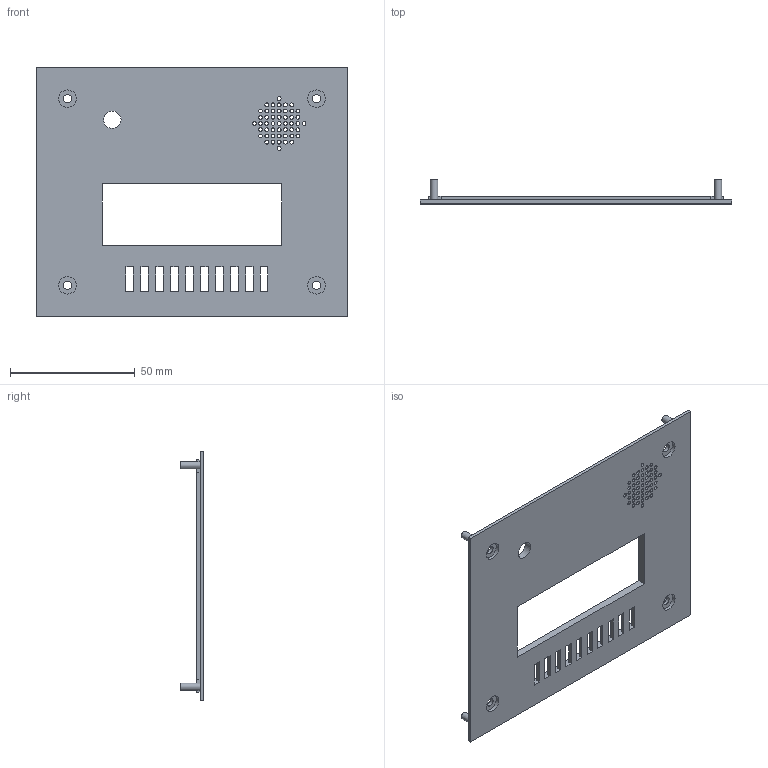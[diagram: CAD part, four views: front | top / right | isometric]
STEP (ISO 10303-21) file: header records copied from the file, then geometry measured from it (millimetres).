
FILE_DESCRIPTION(/* description */ (''),/* implementation_level */ '2;1');
FILE_NAME(/* name */ 'Arduino_HousingLid _v3.step',/* time_stamp */ '2025-05-06T20:15:47+02:00',/* author */ (''),/* organization */ (''),/* preprocessor_version */ 'ST-DEVELOPER v20.1',/* originating_system */ 'Autodesk Translation Framework v14.4.0.0',/* authorisation */ '');
FILE_SCHEMA (('AUTOMOTIVE_DESIGN { 1 0 10303 214 3 1 1 }'));
Length unit declared in the file: millimetre
Products named in the file (1): HousingLid
Bounding box: 125 x 9.5 x 100 mm (x, y, z)
Volume: 27509.1 mm3; surface area: 24032.1 mm2
Topology: 1 solids, 1 shells, 130 faces, 381 edges, 254 vertices
Faces by surface type: plane 67, cylinder 63
Full cylindrical faces by diameter (mm): 1.5 x49, 3 x4, 3.3 x4, 7 x5, 22.2 x1
Entity records: 4644 total; most frequent: DIRECTION 769, CARTESIAN_POINT 766, ORIENTED_EDGE 762, EDGE_CURVE 381, EDGE_LOOP 261, AXIS2_PLACEMENT_3D 257, LINE 255, VECTOR 255
